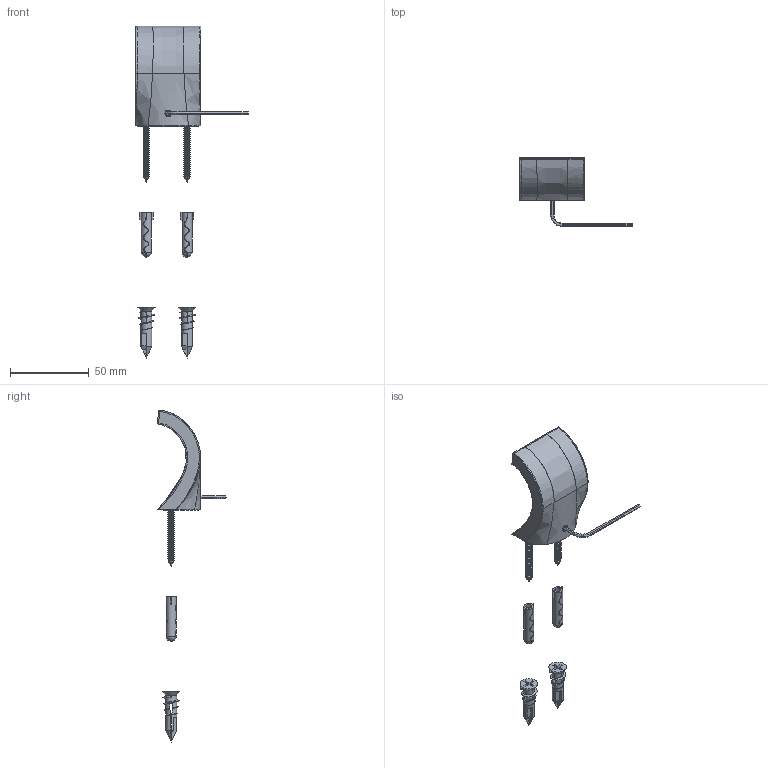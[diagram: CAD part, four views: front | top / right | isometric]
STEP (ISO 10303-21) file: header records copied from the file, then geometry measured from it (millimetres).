
FILE_DESCRIPTION((''),'2;1');
FILE_NAME('4710_ASM','2010-12-20T',('rameshkumark'),(''),'PRO/ENGINEER BY PARAMETRIC TECHNOLOGY CORPORATION, 2009300','PRO/ENGINEER BY PARAMETRIC TECHNOLOGY CORPORATION, 2009300','');
FILE_SCHEMA(('CONFIG_CONTROL_DESIGN'));
Length unit declared in the file: inch
Products named in the file (9): 40407; 92437; 92001; 92274; 91479; 91460; 1-206_47XX_ASM; 10192; 4710_ASM
Assembly tree (11 placements, depth 3):
  4710_ASM
    40407
    92437
    92001
    1-206_47XX_ASM
      92274  x2
      91479  x2
      91460  x2
    10192
Bounding box: 71.37 x 44.06 x 211.31 mm (x, y, z)
Volume: 36430.3 mm3; surface area: 44191.1 mm2
Topology: 14 solids, 19 shells, 637 faces, 1573 edges, 966 vertices
Faces by surface type: torus 212, plane 194, bspline 89, cylinder 66, cone 60, sphere 12, extrusion 4
Entity records: 21998 total; most frequent: CARTESIAN_POINT 12081, ORIENTED_EDGE 2070, DIRECTION 1971, EDGE_CURVE 1049, AXIS2_PLACEMENT_3D 793, VERTEX_POINT 649, EDGE_LOOP 446, FACE_OUTER_BOUND 429
